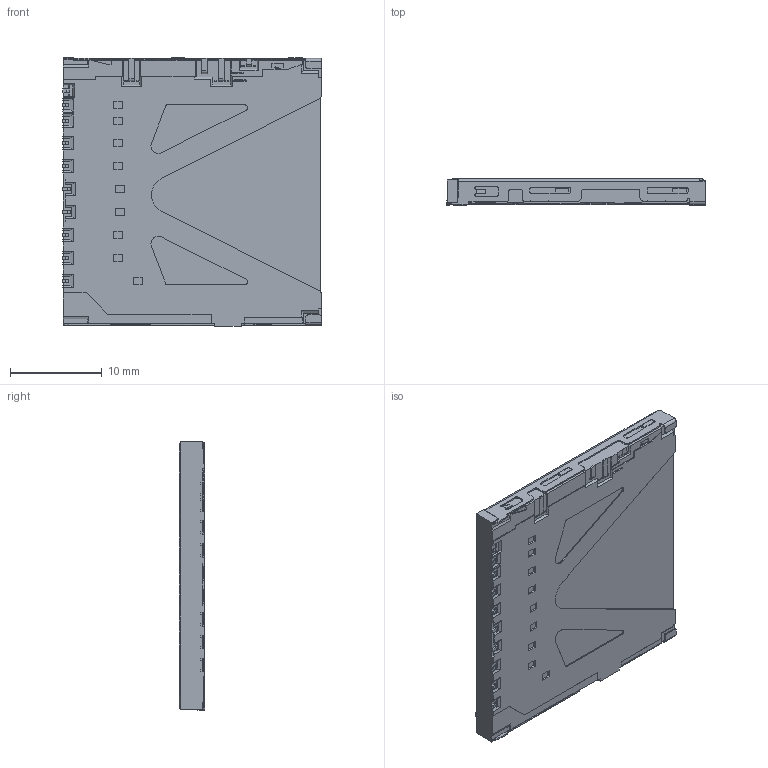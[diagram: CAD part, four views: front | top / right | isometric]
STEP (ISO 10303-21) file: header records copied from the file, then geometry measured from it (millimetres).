
FILE_DESCRIPTION (( 'STEP AP203' ), '1' );
FILE_NAME ('200206FPS009-2920-0合致モデル.STEP', '2020-02-06T00:52:27', ( 'admin' ), ( '' ), 'SwSTEP 2.0', 'SolidWorks 2014', '' );
FILE_SCHEMA (( 'CONFIG_CONTROL_DESIGN' ));
Length unit declared in the file: millimetre
Products named in the file (1): 200206FPS009-2920-0合致モデル
Bounding box: 28.17 x 2.8 x 29.25 mm (x, y, z)
Volume: 2140.5 mm3; surface area: 2213.2 mm2
Topology: 1 solids, 1 shells, 1014 faces, 2793 edges, 1831 vertices
Faces by surface type: plane 724, cylinder 269, bspline 19, cone 2
Entity records: 32378 total; most frequent: CARTESIAN_POINT 6096, ORIENTED_EDGE 5586, DIRECTION 5276, EDGE_CURVE 2793, LINE 2224, VECTOR 2224, VERTEX_POINT 1831, AXIS2_PLACEMENT_3D 1526
